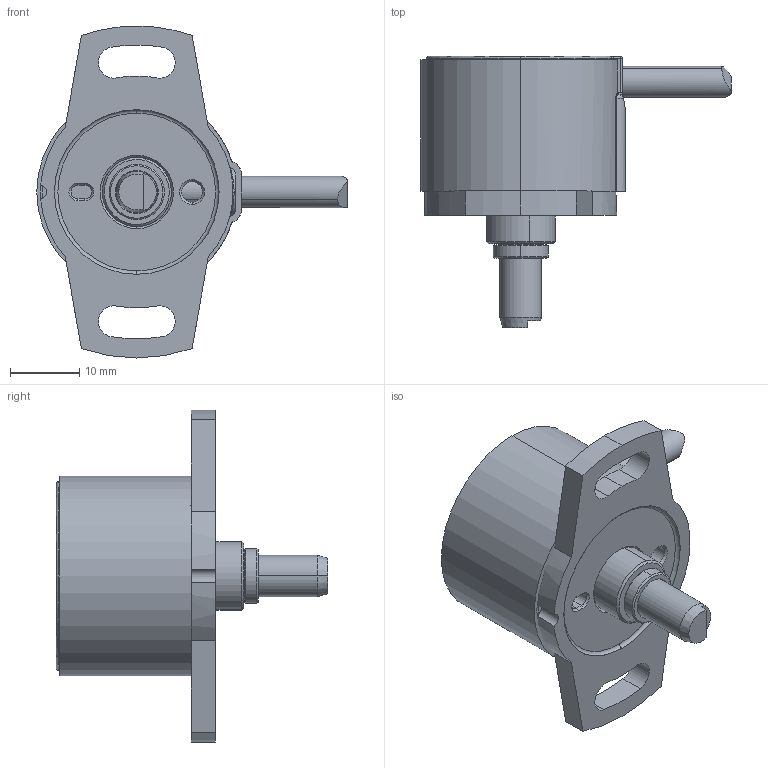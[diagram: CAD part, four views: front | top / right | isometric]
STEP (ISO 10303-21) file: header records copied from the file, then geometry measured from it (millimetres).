
FILE_DESCRIPTION (( 'STEP AP214' ), '1' );
FILE_NAME ('RSM_Welle_Form_B.STEP', '2011-07-19T11:35:47', ( 'dummy' ), ( 'Microsoft' ), 'SwSTEP 2.0', 'SolidWorks 2010', '' );
FILE_SCHEMA (( 'AUTOMOTIVE_DESIGN' ));
Length unit declared in the file: millimetre
Products named in the file (1): RSM_Welle_Form_B
Bounding box: 44.88 x 39.26 x 48 mm (x, y, z)
Surface area: 7205.6 mm2 (no closed solid volume)
Topology: 0 solids, 7 shells, 120 faces, 331 edges, 211 vertices
Faces by surface type: cylinder 50, plane 26, cone 23, torus 12, bspline 7, sphere 2
Entity records: 5590 total; most frequent: CARTESIAN_POINT 1211, DIRECTION 680, ORIENTED_EDGE 581, EDGE_CURVE 329, AXIS2_PLACEMENT_3D 284, VERTEX_POINT 211, CIRCLE 170, EDGE_LOOP 133
